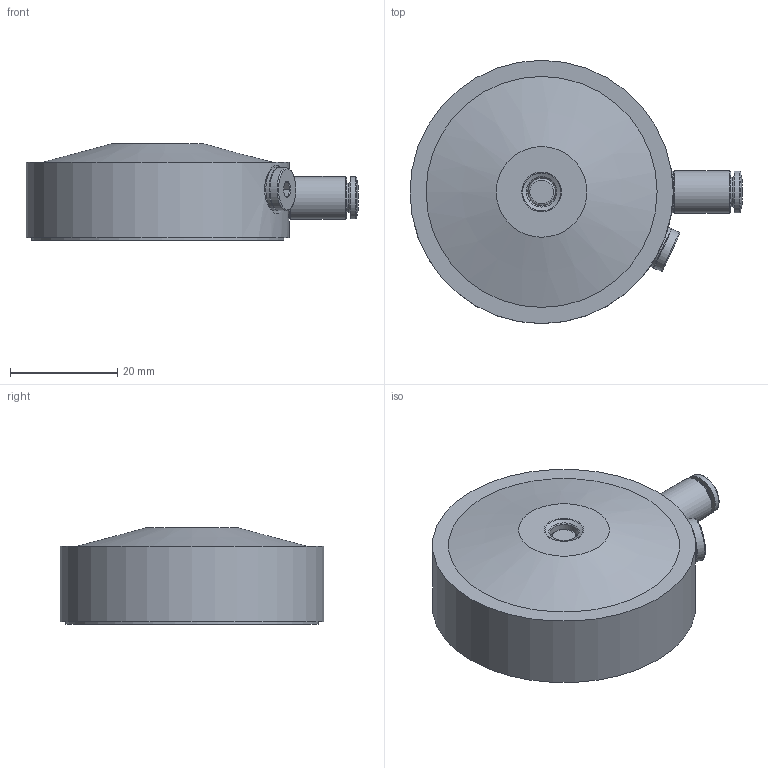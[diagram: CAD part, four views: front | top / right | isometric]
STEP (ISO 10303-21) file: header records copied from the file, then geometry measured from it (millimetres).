
FILE_DESCRIPTION(/* description */ ('Unknown'),/* implementation_level */ '2;1');
FILE_NAME(/* name */ 'RD-49S1',/* time_stamp */ '2024-09-23T15:25:36+02:00',/* author */ ('Unknown'),/* organization */ ('Unknown'),/* preprocessor_version */ 'ST-DEVELOPER v18.104',/* originating_system */ 'Solid Edge',/* authorisation */ 'Unknown');
FILE_SCHEMA (('AUTOMOTIVE_DESIGN {1 0 10303 214 3 1 1}'));
Length unit declared in the file: millimetre
Products named in the file (6): RD-49S1; RD-49S1-Gehäuse; RD-49S1-Graphitpad; 132917 QSM-M5-4-I-R-100; 174308 B-M5-B; DM_D5x4
Assembly tree (5 placements, depth 2):
  RD-49S1
    RD-49S1-Gehäuse
    RD-49S1-Graphitpad
    132917 QSM-M5-4-I-R-100
    174308 B-M5-B
    DM_D5x4
Bounding box: 61.8 x 49 x 18 mm (x, y, z)
Volume: 30392.5 mm3; surface area: 11855.8 mm2
Topology: 5 solids, 5 shells, 80 faces, 149 edges, 94 vertices
Faces by surface type: plane 36, cylinder 25, cone 10, torus 8, sphere 1
Full cylindrical faces by diameter (mm): 4 x1, 4.2 x2, 5 x3, 5.3 x1, 5.4 x1, 7.2 x1, 7.8 x4, 8 x3, 46.95 x1, 47.05 x1, 49 x1
Entity records: 2412 total; most frequent: CARTESIAN_POINT 342, DIRECTION 322, ORIENTED_EDGE 208, AXIS2_PLACEMENT_3D 144, EDGE_LOOP 136, FACE_BOUND 136, EDGE_CURVE 104, VERTEX_POINT 88
